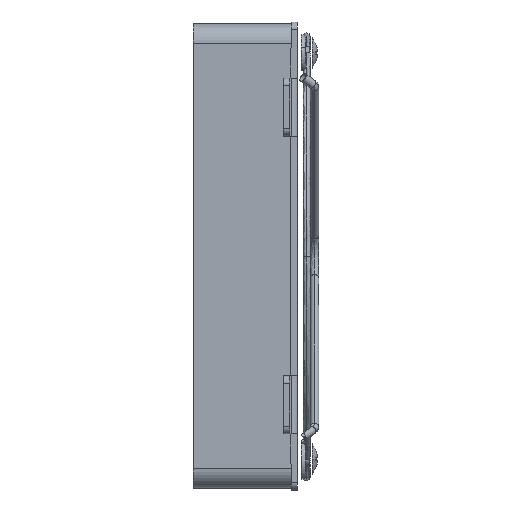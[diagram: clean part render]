
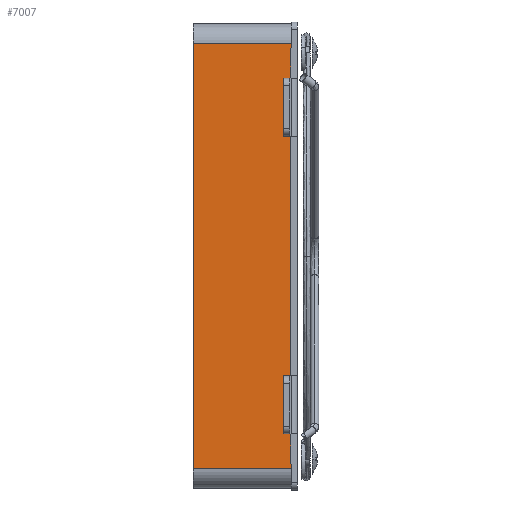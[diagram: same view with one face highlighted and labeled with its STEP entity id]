
A CAD part, front view. The second image highlights one B-rep face of the part: STEP entity #7007.
In plain terms, the highlighted planar face has unit normal (0, -1, 0).
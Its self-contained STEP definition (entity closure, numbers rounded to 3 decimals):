
#844 = LINE ( 'NONE', #1407, #895 ) ;
#895 = VECTOR ( 'NONE', #1278, 1000. ) ;
#1278 = DIRECTION ( 'NONE',  ( 0., 0., 1. ) ) ;
#1318 = DIRECTION ( 'NONE',  ( 1., 0., 0. ) ) ;
#1332 = CARTESIAN_POINT ( 'NONE',  ( -1.6, 5., -115.5 ) ) ;
#1407 = CARTESIAN_POINT ( 'NONE',  ( -27., 5., -60.5 ) ) ;
#1525 = VERTEX_POINT ( 'NONE', #6971 ) ;
#1537 = DIRECTION ( 'NONE',  ( 1., 0., 0. ) ) ;
#1551 = CARTESIAN_POINT ( 'NONE',  ( -1.6, 5., -115.5 ) ) ;
#1687 = CARTESIAN_POINT ( 'NONE',  ( -1.6, 5., -5.5 ) ) ;
#1690 = VERTEX_POINT ( 'NONE', #6913 ) ;
#1838 = DIRECTION ( 'NONE',  ( 0., 0., 1. ) ) ;
#2235 = CARTESIAN_POINT ( 'NONE',  ( -1.6, 5., -5.5 ) ) ;
#2686 = VERTEX_POINT ( 'NONE', #9322 ) ;
#3160 = DIRECTION ( 'NONE',  ( 0., 0., -1. ) ) ;
#3162 = DIRECTION ( 'NONE',  ( 0., -1., 0. ) ) ;
#3176 = CARTESIAN_POINT ( 'NONE',  ( -1.6, 5., -115.5 ) ) ;
#3302 = PLANE ( 'NONE',  #10588 ) ;
#3728 = LINE ( 'NONE', #1551, #8648 ) ;
#3844 = EDGE_LOOP ( 'NONE', ( #4952, #4638, #5028, #5087 ) ) ;
#4638 = ORIENTED_EDGE ( 'NONE', *, *, #6694, .T. ) ;
#4952 = ORIENTED_EDGE ( 'NONE', *, *, #6709, .T. ) ;
#5028 = ORIENTED_EDGE ( 'NONE', *, *, #6707, .F. ) ;
#5087 = ORIENTED_EDGE ( 'NONE', *, *, #7088, .F. ) ;
#5713 = FACE_OUTER_BOUND ( 'NONE', #3844, .T. ) ;
#6694 = EDGE_CURVE ( 'NONE', #2686, #7742, #3728, .T. ) ;
#6707 = EDGE_CURVE ( 'NONE', #1525, #7742, #9476, .T. ) ;
#6709 = EDGE_CURVE ( 'NONE', #1690, #2686, #9219, .T. ) ;
#6913 = CARTESIAN_POINT ( 'NONE',  ( -27., 5., -115.5 ) ) ;
#6971 = CARTESIAN_POINT ( 'NONE',  ( -27., 5., -5.5 ) ) ;
#7007 = ADVANCED_FACE ( 'NONE', ( #5713 ), #3302, .T. ) ;
#7088 = EDGE_CURVE ( 'NONE', #1690, #1525, #844, .T. ) ;
#7742 = VERTEX_POINT ( 'NONE', #2235 ) ;
#8648 = VECTOR ( 'NONE', #1838, 1000. ) ;
#8684 = VECTOR ( 'NONE', #1318, 1000. ) ;
#8788 = VECTOR ( 'NONE', #1537, 1000. ) ;
#9219 = LINE ( 'NONE', #1332, #8684 ) ;
#9322 = CARTESIAN_POINT ( 'NONE',  ( -1.6, 5., -115.5 ) ) ;
#9476 = LINE ( 'NONE', #1687, #8788 ) ;
#10588 = AXIS2_PLACEMENT_3D ( 'NONE', #3176, #3162, #3160 ) ;
